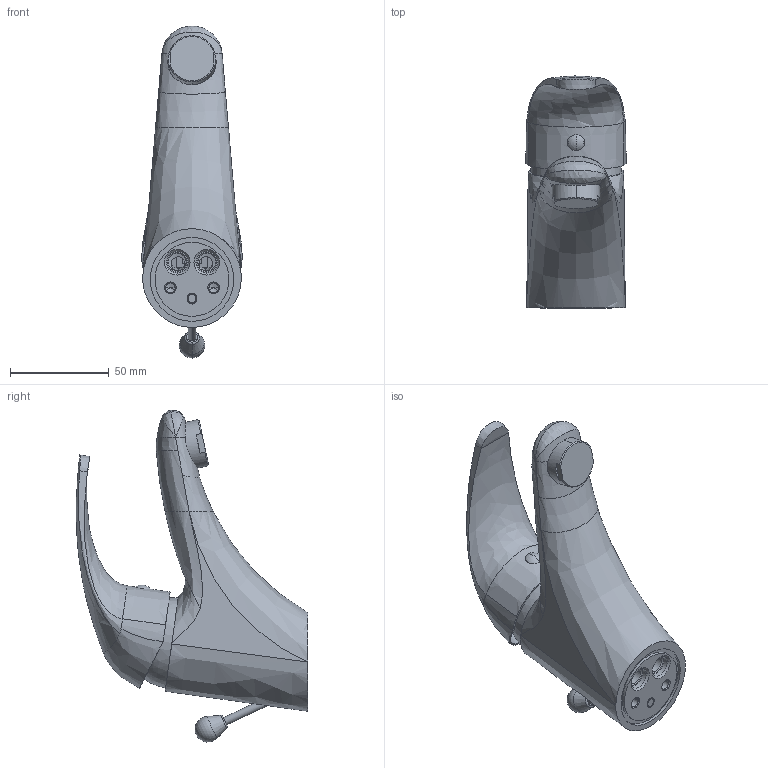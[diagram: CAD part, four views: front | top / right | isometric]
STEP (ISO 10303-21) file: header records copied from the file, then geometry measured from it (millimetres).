
FILE_DESCRIPTION((''),'2;1');
FILE_NAME('ND070CR','2021-11-10T09:59:53',('ut3'),('PAFFONI SpA'),'CREO PARAMETRIC BY PTC INC, 2020044','CREO PARAMETRIC BY PTC INC, 2020044','');
FILE_SCHEMA(('CONFIG_CONTROL_DESIGN','SHAPE_APPEARANCE_LAYERS_GROUPS'));
Length unit declared in the file: millimetre
Products named in the file (1): ND070CR
Bounding box: 51 x 117.52 x 168.4 mm (x, y, z)
Volume: 211053.5 mm3; surface area: 54660.2 mm2
Topology: 1 solids, 1 shells, 194 faces, 484 edges, 290 vertices
Faces by surface type: plane 60, cylinder 52, cone 44, bspline 28, torus 6, sphere 4
Entity records: 10069 total; most frequent: CARTESIAN_POINT 4311, ORIENTED_EDGE 920, DIRECTION 844, EDGE_CURVE 460, AXIS2_PLACEMENT_3D 325, VERTEX_POINT 290, EDGE_LOOP 218, FILL_AREA_STYLE_COLOUR 199
